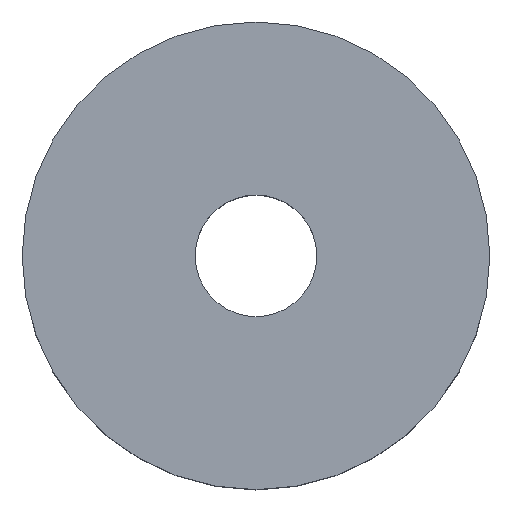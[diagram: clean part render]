
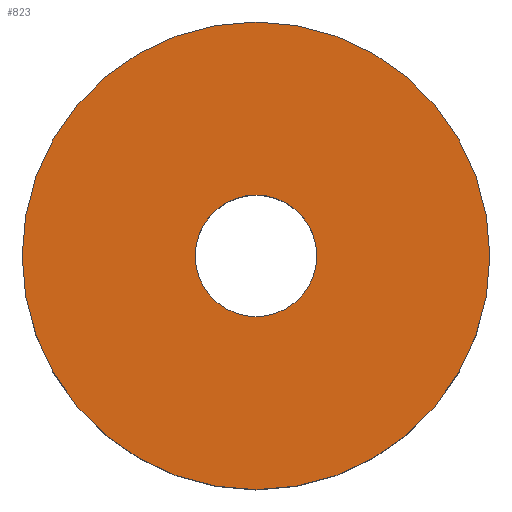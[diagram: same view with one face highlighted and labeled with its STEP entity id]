
A CAD part, top view. The second image highlights one B-rep face of the part: STEP entity #823.
In plain terms, the highlighted planar face has unit normal (0, 0, 1).
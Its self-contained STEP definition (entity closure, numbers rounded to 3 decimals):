
#25=FACE_BOUND('',#121,.T.);
#29=PLANE('',#1012);
#73=FACE_OUTER_BOUND('',#120,.T.);
#120=EDGE_LOOP('',(#723,#724));
#121=EDGE_LOOP('',(#725));
#249=CIRCLE('',#1010,101.6);
#250=CIRCLE('',#1011,101.6);
#251=CIRCLE('',#1013,26.416);
#339=VERTEX_POINT('',#1623);
#340=VERTEX_POINT('',#1625);
#341=VERTEX_POINT('',#1629);
#469=EDGE_CURVE('',#340,#339,#249,.T.);
#470=EDGE_CURVE('',#339,#340,#250,.T.);
#471=EDGE_CURVE('',#341,#341,#251,.T.);
#723=ORIENTED_EDGE('',*,*,#469,.T.);
#724=ORIENTED_EDGE('',*,*,#470,.T.);
#725=ORIENTED_EDGE('',*,*,#471,.T.);
#823=ADVANCED_FACE('',(#73,#25),#29,.T.);
#1010=AXIS2_PLACEMENT_3D('',#1626,#1350,#1351);
#1011=AXIS2_PLACEMENT_3D('',#1627,#1352,#1353);
#1012=AXIS2_PLACEMENT_3D('',#1628,#1354,#1355);
#1013=AXIS2_PLACEMENT_3D('',#1630,#1356,#1357);
#1350=DIRECTION('center_axis',(0.,0.,1.));
#1351=DIRECTION('ref_axis',(1.,0.,0.));
#1352=DIRECTION('center_axis',(0.,0.,1.));
#1353=DIRECTION('ref_axis',(1.,0.,0.));
#1354=DIRECTION('center_axis',(0.,0.,1.));
#1355=DIRECTION('ref_axis',(1.,0.,0.));
#1356=DIRECTION('center_axis',(0.,0.,-1.));
#1357=DIRECTION('ref_axis',(-1.,0.,0.));
#1623=CARTESIAN_POINT('',(-101.6,0.,73.152));
#1625=CARTESIAN_POINT('',(101.6,0.,73.152));
#1626=CARTESIAN_POINT('Origin',(0.,0.,73.152));
#1627=CARTESIAN_POINT('Origin',(0.,0.,73.152));
#1628=CARTESIAN_POINT('Origin',(0.,0.,73.152));
#1629=CARTESIAN_POINT('',(26.416,0.,73.152));
#1630=CARTESIAN_POINT('Origin',(0.,0.,73.152));
